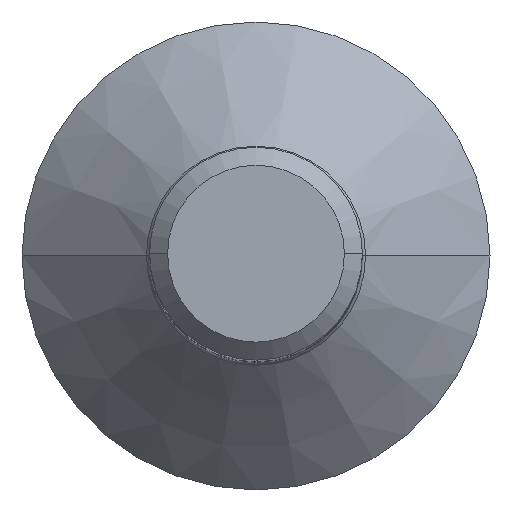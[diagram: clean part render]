
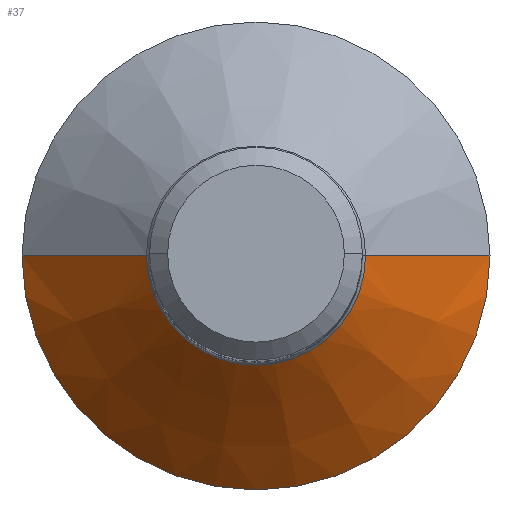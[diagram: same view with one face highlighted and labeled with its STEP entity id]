
A CAD part, top view. The second image highlights one B-rep face of the part: STEP entity #37.
In plain terms, the highlighted conical face has half-angle 45 degrees and reference radius 8.794 mm.
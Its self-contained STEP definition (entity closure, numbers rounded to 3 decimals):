
#37 = ADVANCED_FACE ( 'NONE', ( #220 ), #788, .T. ) ;
#45 = DIRECTION ( 'NONE',  ( 0., 0., 1. ) ) ;
#52 = LINE ( 'NONE', #526, #547 ) ;
#65 = VERTEX_POINT ( 'NONE', #243 ) ;
#66 = CARTESIAN_POINT ( 'NONE',  ( 8.794, 0., 0. ) ) ;
#118 = DIRECTION ( 'NONE',  ( 0., 0., -1. ) ) ;
#131 = ORIENTED_EDGE ( 'NONE', *, *, #810, .T. ) ;
#146 = LINE ( 'NONE', #701, #849 ) ;
#147 = CARTESIAN_POINT ( 'NONE',  ( 4.117, 0., 4.677 ) ) ;
#220 = FACE_OUTER_BOUND ( 'NONE', #796, .T. ) ;
#234 = ORIENTED_EDGE ( 'NONE', *, *, #483, .F. ) ;
#243 = CARTESIAN_POINT ( 'NONE',  ( -8.794, 0., 0. ) ) ;
#320 = CIRCLE ( 'NONE', #747, 4.117 ) ;
#322 = ORIENTED_EDGE ( 'NONE', *, *, #770, .T. ) ;
#367 = EDGE_CURVE ( 'NONE', #65, #737, #805, .T. ) ;
#370 = CARTESIAN_POINT ( 'NONE',  ( 0., 0., 0. ) ) ;
#392 = DIRECTION ( 'NONE',  ( -0.707, 0., -0.707 ) ) ;
#405 = CARTESIAN_POINT ( 'NONE',  ( 0., 0., 4.677 ) ) ;
#443 = CARTESIAN_POINT ( 'NONE',  ( 0., 0., 0. ) ) ;
#476 = AXIS2_PLACEMENT_3D ( 'NONE', #370, #45, #561 ) ;
#483 = EDGE_CURVE ( 'NONE', #700, #737, #146, .T. ) ;
#519 = CARTESIAN_POINT ( 'NONE',  ( -4.117, 0., 4.677 ) ) ;
#526 = CARTESIAN_POINT ( 'NONE',  ( -8.794, 0., 0. ) ) ;
#547 = VECTOR ( 'NONE', #392, 1000. ) ;
#561 = DIRECTION ( 'NONE',  ( -1., 0., 0. ) ) ;
#583 = VERTEX_POINT ( 'NONE', #519 ) ;
#608 = DIRECTION ( 'NONE',  ( 0., 0., -1. ) ) ;
#692 = DIRECTION ( 'NONE',  ( 0.707, 0., -0.707 ) ) ;
#700 = VERTEX_POINT ( 'NONE', #147 ) ;
#701 = CARTESIAN_POINT ( 'NONE',  ( 8.794, 0., 0. ) ) ;
#709 = DIRECTION ( 'NONE',  ( -1., 0., 0. ) ) ;
#737 = VERTEX_POINT ( 'NONE', #66 ) ;
#747 = AXIS2_PLACEMENT_3D ( 'NONE', #405, #608, #808 ) ;
#752 = AXIS2_PLACEMENT_3D ( 'NONE', #443, #118, #709 ) ;
#770 = EDGE_CURVE ( 'NONE', #583, #65, #52, .T. ) ;
#788 = CONICAL_SURFACE ( 'NONE', #752, 8.794, 0.785 ) ;
#796 = EDGE_LOOP ( 'NONE', ( #234, #131, #322, #806 ) ) ;
#805 = CIRCLE ( 'NONE', #476, 8.794 ) ;
#806 = ORIENTED_EDGE ( 'NONE', *, *, #367, .T. ) ;
#808 = DIRECTION ( 'NONE',  ( 1., 0., 0. ) ) ;
#810 = EDGE_CURVE ( 'NONE', #700, #583, #320, .T. ) ;
#849 = VECTOR ( 'NONE', #692, 1000. ) ;
